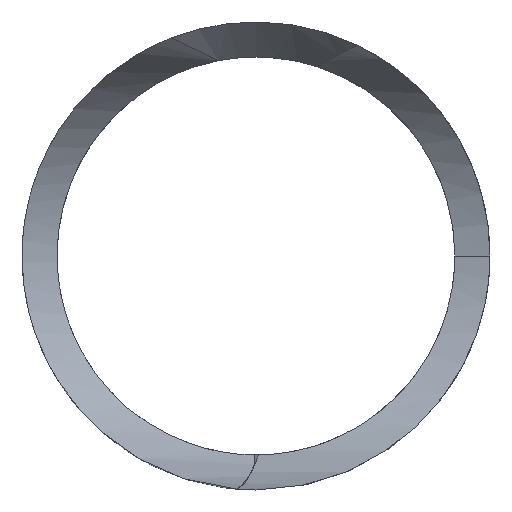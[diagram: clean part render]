
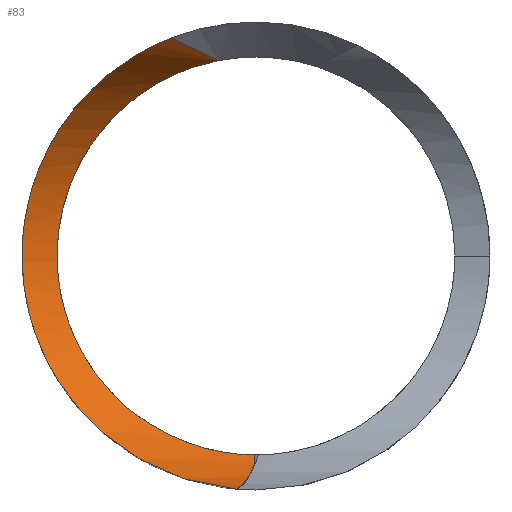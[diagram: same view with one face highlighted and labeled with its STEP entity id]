
A CAD part, front view. The second image highlights one B-rep face of the part: STEP entity #83.
In plain terms, the highlighted cylindrical face has radius 10 mm (diameter 20 mm), a partial arc.
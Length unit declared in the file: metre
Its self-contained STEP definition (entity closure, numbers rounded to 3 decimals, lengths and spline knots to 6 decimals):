
#83=ADVANCED_FACE('0:64',(#199),#200,.F.);
#105=EDGE_CURVE('0:36',#231,#234,#235,.T.);
#111=EDGE_CURVE('0:37',#244,#240,#245,.T.);
#137=EDGE_CURVE('0:31',#231,#279,#282,.T.);
#139=EDGE_CURVE('0:33',#279,#244,#284,.T.);
#141=EDGE_CURVE('0:35',#240,#234,#286,.T.);
#199=FACE_OUTER_BOUND('',#337,.T.);
#200=CYLINDRICAL_SURFACE('',#338,0.01);
#231=VERTEX_POINT('',#412);
#234=VERTEX_POINT('',#421);
#235=B_SPLINE_CURVE_WITH_KNOTS('',3,(#422,#423,#424,#425,#426,#427,#428,#429,#430,#431,#432,#433,#434,#435,#436,#437,#438,#439,#440,#441,#442,#443,#444,#445,#446,#447,#448,#449),.UNSPECIFIED.,.F.,.F.,(4,3,3,3,3,3,3,3,3,4),(1.481696,8.320285,14.095882,18.796778,22.960156,26.780016,30.685358,34.999741,40.780266,46.291506),.UNSPECIFIED.);
#240=VERTEX_POINT('',#461);
#244=VERTEX_POINT('',#471);
#245=B_SPLINE_CURVE_WITH_KNOTS('',3,(#472,#473,#474,#475,#476,#477,#478,#479,#480,#481,#482,#483,#484,#485,#486,#487,#488,#489,#490,#491,#492,#493,#494,#495,#496,#497,#498,#499,#500,#501,#502,#503,#504,#505,#506,#507,#508,#509,#510,#511),.UNSPECIFIED.,.F.,.F.,(4,3,3,3,3,3,3,3,3,3,3,3,3,4),(0.028086,0.030527,0.033228,0.03501,0.035885,0.038419,0.040696,0.042019,0.044392,0.046842,0.048607,0.049547,0.052322,0.05419),.UNSPECIFIED.);
#279=VERTEX_POINT('',#712);
#282=B_SPLINE_CURVE_WITH_KNOTS('',5,(#717,#718,#719,#720,#721,#722),.UNSPECIFIED.,.F.,.F.,(6,6),(1.229437,6.792489),.UNSPECIFIED.);
#284=CIRCLE('',#725,0.01);
#286=B_SPLINE_CURVE_WITH_KNOTS('',3,(#728,#729,#730,#731),.UNSPECIFIED.,.F.,.F.,(4,4),(3.443518,7.620619),.UNSPECIFIED.);
#337=EDGE_LOOP('',(#948,#949,#950,#951,#952));
#338=AXIS2_PLACEMENT_3D('',#953,#954,#955);
#412=CARTESIAN_POINT('',(-1.874143,-0.144132,-0.054964));
#421=CARTESIAN_POINT('',(-1.87691,-0.141406,-0.035676));
#422=CARTESIAN_POINT('',(-1.874143,-0.144132,-0.054964));
#423=CARTESIAN_POINT('',(-1.875289,-0.143003,-0.054867));
#424=CARTESIAN_POINT('',(-1.876428,-0.141881,-0.054573));
#425=CARTESIAN_POINT('',(-1.877518,-0.140807,-0.054065));
#426=CARTESIAN_POINT('',(-1.878439,-0.1399,-0.053636));
#427=CARTESIAN_POINT('',(-1.879327,-0.139025,-0.053053));
#428=CARTESIAN_POINT('',(-1.880135,-0.13823,-0.052296));
#429=CARTESIAN_POINT('',(-1.880792,-0.137582,-0.05168));
#430=CARTESIAN_POINT('',(-1.881395,-0.136988,-0.050948));
#431=CARTESIAN_POINT('',(-1.8819,-0.136491,-0.050096));
#432=CARTESIAN_POINT('',(-1.882347,-0.13605,-0.049341));
#433=CARTESIAN_POINT('',(-1.882716,-0.135687,-0.048489));
#434=CARTESIAN_POINT('',(-1.88296,-0.135447,-0.047569));
#435=CARTESIAN_POINT('',(-1.883185,-0.135226,-0.046726));
#436=CARTESIAN_POINT('',(-1.883302,-0.13511,-0.045826));
#437=CARTESIAN_POINT('',(-1.883296,-0.135116,-0.044926));
#438=CARTESIAN_POINT('',(-1.883289,-0.135123,-0.044007));
#439=CARTESIAN_POINT('',(-1.883152,-0.135258,-0.043091));
#440=CARTESIAN_POINT('',(-1.882907,-0.135499,-0.042237));
#441=CARTESIAN_POINT('',(-1.882636,-0.135767,-0.041294));
#442=CARTESIAN_POINT('',(-1.882235,-0.136161,-0.040427));
#443=CARTESIAN_POINT('',(-1.881754,-0.136634,-0.039666));
#444=CARTESIAN_POINT('',(-1.881111,-0.137268,-0.038645));
#445=CARTESIAN_POINT('',(-1.880327,-0.13804,-0.037808));
#446=CARTESIAN_POINT('',(-1.879479,-0.138876,-0.03714));
#447=CARTESIAN_POINT('',(-1.87867,-0.139673,-0.036504));
#448=CARTESIAN_POINT('',(-1.877802,-0.140528,-0.036022));
#449=CARTESIAN_POINT('',(-1.87691,-0.141406,-0.035676));
#461=CARTESIAN_POINT('',(-1.874898,-0.139484,-0.036652));
#471=CARTESIAN_POINT('',(-1.873376,-0.139698,-0.0535));
#472=CARTESIAN_POINT('',(-1.873376,-0.139698,-0.0535));
#473=CARTESIAN_POINT('',(-1.874188,-0.139698,-0.053492));
#474=CARTESIAN_POINT('',(-1.87497,-0.139504,-0.053369));
#475=CARTESIAN_POINT('',(-1.875708,-0.139208,-0.053151));
#476=CARTESIAN_POINT('',(-1.876525,-0.13888,-0.052909));
#477=CARTESIAN_POINT('',(-1.877291,-0.138435,-0.052548));
#478=CARTESIAN_POINT('',(-1.877981,-0.137987,-0.052093));
#479=CARTESIAN_POINT('',(-1.878436,-0.137691,-0.051792));
#480=CARTESIAN_POINT('',(-1.878857,-0.137393,-0.05145));
#481=CARTESIAN_POINT('',(-1.879235,-0.137116,-0.051081));
#482=CARTESIAN_POINT('',(-1.879421,-0.13698,-0.0509));
#483=CARTESIAN_POINT('',(-1.8796,-0.136846,-0.050709));
#484=CARTESIAN_POINT('',(-1.879774,-0.136714,-0.050504));
#485=CARTESIAN_POINT('',(-1.880278,-0.13633,-0.04991));
#486=CARTESIAN_POINT('',(-1.880729,-0.135969,-0.049208));
#487=CARTESIAN_POINT('',(-1.88107,-0.135692,-0.048438));
#488=CARTESIAN_POINT('',(-1.881376,-0.135443,-0.047745));
#489=CARTESIAN_POINT('',(-1.881595,-0.135261,-0.046994));
#490=CARTESIAN_POINT('',(-1.881706,-0.135168,-0.046231));
#491=CARTESIAN_POINT('',(-1.881771,-0.135114,-0.045788));
#492=CARTESIAN_POINT('',(-1.881801,-0.13509,-0.045343));
#493=CARTESIAN_POINT('',(-1.881795,-0.135094,-0.044902));
#494=CARTESIAN_POINT('',(-1.881786,-0.135101,-0.044109));
#495=CARTESIAN_POINT('',(-1.881663,-0.135205,-0.0433));
#496=CARTESIAN_POINT('',(-1.88143,-0.135397,-0.042534));
#497=CARTESIAN_POINT('',(-1.881191,-0.135594,-0.041743));
#498=CARTESIAN_POINT('',(-1.880836,-0.135885,-0.040998));
#499=CARTESIAN_POINT('',(-1.880404,-0.136225,-0.04034));
#500=CARTESIAN_POINT('',(-1.880093,-0.13647,-0.039865));
#501=CARTESIAN_POINT('',(-1.879743,-0.13674,-0.039436));
#502=CARTESIAN_POINT('',(-1.879376,-0.137012,-0.03906));
#503=CARTESIAN_POINT('',(-1.879181,-0.137157,-0.03886));
#504=CARTESIAN_POINT('',(-1.878976,-0.137305,-0.03867));
#505=CARTESIAN_POINT('',(-1.878759,-0.137458,-0.038488));
#506=CARTESIAN_POINT('',(-1.878119,-0.13791,-0.037951));
#507=CARTESIAN_POINT('',(-1.877383,-0.138394,-0.037497));
#508=CARTESIAN_POINT('',(-1.876586,-0.138804,-0.037163));
#509=CARTESIAN_POINT('',(-1.87605,-0.13908,-0.036937));
#510=CARTESIAN_POINT('',(-1.875485,-0.139322,-0.036765));
#511=CARTESIAN_POINT('',(-1.874898,-0.139484,-0.036652));
#712=CARTESIAN_POINT('',(-1.873364,-0.140445,-0.053919));
#717=CARTESIAN_POINT('',(-1.874143,-0.144132,-0.054964));
#718=CARTESIAN_POINT('',(-1.873981,-0.143365,-0.054899));
#719=CARTESIAN_POINT('',(-1.87382,-0.142604,-0.054761));
#720=CARTESIAN_POINT('',(-1.873663,-0.141857,-0.05455));
#721=CARTESIAN_POINT('',(-1.87351,-0.141135,-0.054268));
#722=CARTESIAN_POINT('',(-1.873364,-0.140445,-0.053919));
#725=AXIS2_PLACEMENT_3D('',#1024,#1025,#1026);
#728=CARTESIAN_POINT('',(-1.874898,-0.139484,-0.036652));
#729=CARTESIAN_POINT('',(-1.875578,-0.140081,-0.036265));
#730=CARTESIAN_POINT('',(-1.876252,-0.140723,-0.035937));
#731=CARTESIAN_POINT('',(-1.87691,-0.141406,-0.035676));
#948=ORIENTED_EDGE('',*,*,#141,.T.);
#949=ORIENTED_EDGE('',*,*,#105,.F.);
#950=ORIENTED_EDGE('',*,*,#137,.T.);
#951=ORIENTED_EDGE('',*,*,#139,.T.);
#952=ORIENTED_EDGE('',*,*,#111,.T.);
#953=CARTESIAN_POINT('',(-502.149279,-7.705926,-0.045));
#954=DIRECTION('',(1.,0.015,0.));
#955=DIRECTION('',(0.,0.,1.0));
#1024=CARTESIAN_POINT('',(-1.873296,-0.144966,-0.045));
#1025=DIRECTION('',(1.,0.015,0.));
#1026=DIRECTION('',(0.,0.,1.0));
